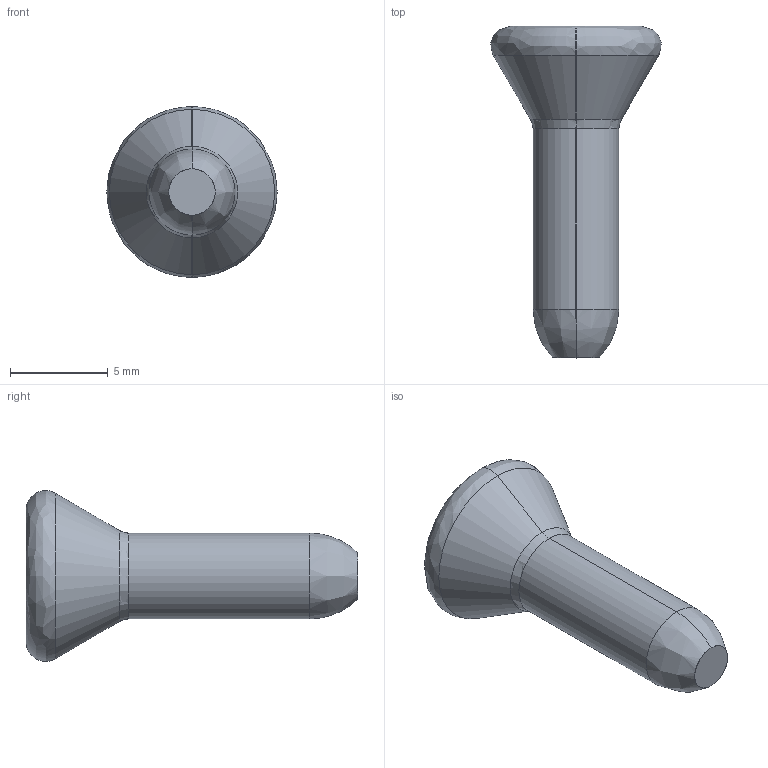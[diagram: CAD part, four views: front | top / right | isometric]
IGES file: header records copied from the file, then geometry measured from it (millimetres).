
Start section: SolidWorks IGES file using analytic representation for surfaces
Global section: file name: C-30-MR-5.IGS,41; native system: HSolidWorks 2006 by SolidWorks Corporation; preprocessor: SolidWorks 2006 by SolidWorks Corporation; author: 3sw; date: 060608.090653; units: millimetre
Bounding box: 8.72 x 17 x 8.74 mm (x, y, z)
Surface area: 339.3 mm2 (no closed solid volume)
Topology: 0 solids, 0 shells, 12 faces, 104 edges, 104 vertices
Faces by surface type: bspline 8, revolution 4
